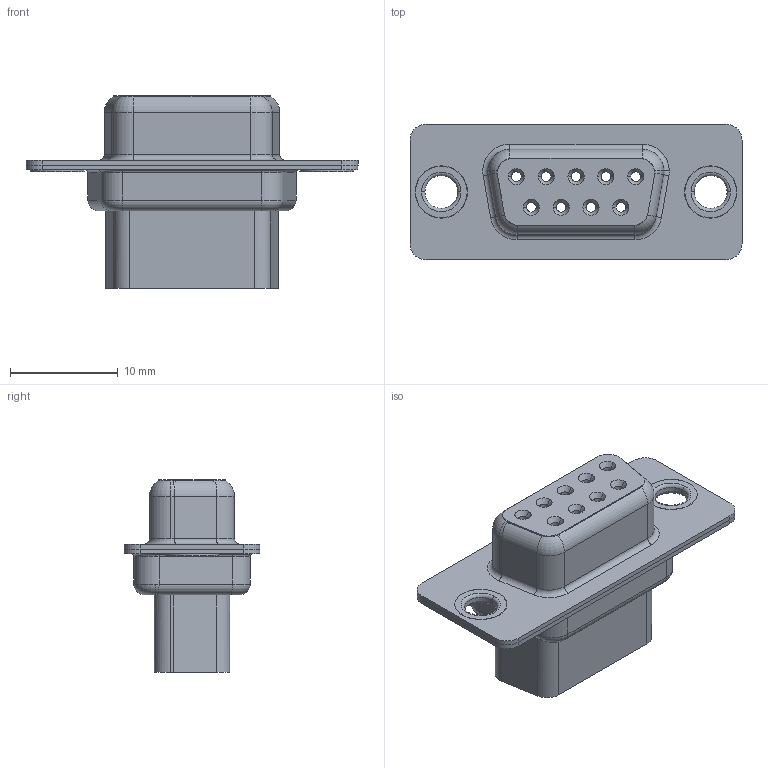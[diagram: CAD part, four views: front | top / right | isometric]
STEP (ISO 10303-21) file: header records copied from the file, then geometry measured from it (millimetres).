
FILE_DESCRIPTION (( 'STEP AP203' ), '1' );
FILE_NAME ('628-009-010-300.STEP', '2018-11-21T21:53:01', ( '' ), ( '' ), 'SwSTEP 2.0', 'SolidWorks 2016', '' );
FILE_SCHEMA (( 'CONFIG_CONTROL_DESIGN' ));
Length unit declared in the file: millimetre
Products named in the file (5): 628-009-010-300; 628 Housing_09 HP; 628 Shell Front_09 Contacts; 628 Shell Rear_09 Contacts; 628 Thru Hole Rivet
Assembly tree (5 placements, depth 2):
  628-009-010-300
    628 Housing_09 HP
    628 Shell Front_09 Contacts
    628 Shell Rear_09 Contacts
    628 Thru Hole Rivet  x2
Bounding box: 30.8 x 12.6 x 17.9 mm (x, y, z)
Volume: 2069 mm3; surface area: 3950.1 mm2
Topology: 5 solids, 5 shells, 370 faces, 855 edges, 533 vertices
Faces by surface type: cylinder 193, plane 94, torus 65, cone 18
Entity records: 10772 total; most frequent: DIRECTION 1931, CARTESIAN_POINT 1865, ORIENTED_EDGE 1630, EDGE_CURVE 815, AXIS2_PLACEMENT_3D 803, VERTEX_POINT 509, CIRCLE 445, EDGE_LOOP 418
